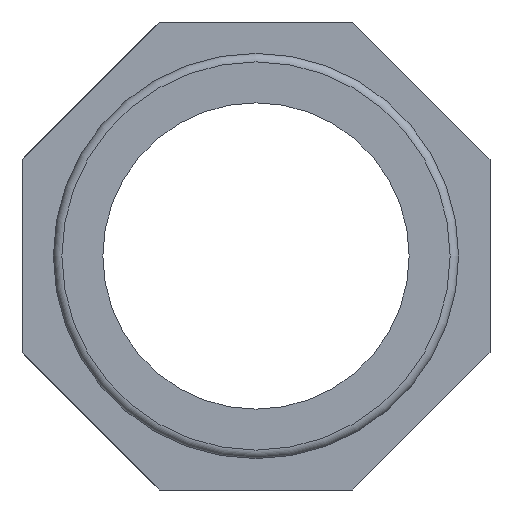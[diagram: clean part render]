
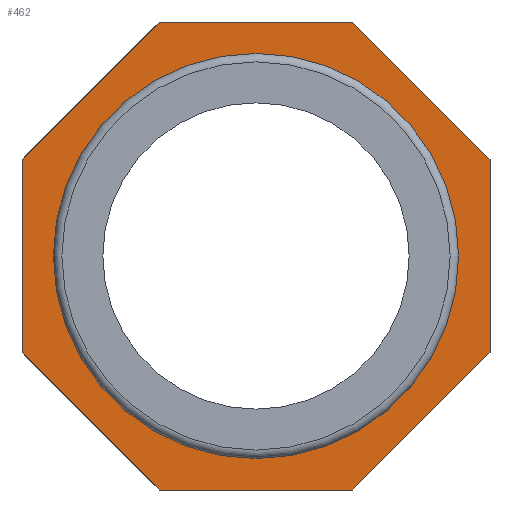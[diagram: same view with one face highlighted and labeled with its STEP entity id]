
A CAD part, front view. The second image highlights one B-rep face of the part: STEP entity #462.
In plain terms, the highlighted planar face has unit normal (0, -1, 0).
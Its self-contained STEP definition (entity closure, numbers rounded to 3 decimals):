
#462 = ADVANCED_FACE( '', ( #1090, #1091 ), #1092, .T. );
#1090 = FACE_BOUND( '', #1910, .T. );
#1091 = FACE_OUTER_BOUND( '', #1911, .T. );
#1092 = PLANE( '', #1912 );
#1910 = EDGE_LOOP( '', ( #3400 ) );
#1911 = EDGE_LOOP( '', ( #3401, #3402, #3403, #3404, #3405, #3406, #3407, #3408 ) );
#1912 = AXIS2_PLACEMENT_3D( '', #3409, #3410, #3411 );
#3400 = ORIENTED_EDGE( '', *, *, #5440, .F. );
#3401 = ORIENTED_EDGE( '', *, *, #5441, .F. );
#3402 = ORIENTED_EDGE( '', *, *, #5442, .F. );
#3403 = ORIENTED_EDGE( '', *, *, #5021, .F. );
#3404 = ORIENTED_EDGE( '', *, *, #5378, .F. );
#3405 = ORIENTED_EDGE( '', *, *, #5443, .F. );
#3406 = ORIENTED_EDGE( '', *, *, #5444, .F. );
#3407 = ORIENTED_EDGE( '', *, *, #5445, .F. );
#3408 = ORIENTED_EDGE( '', *, *, #5422, .F. );
#3409 = CARTESIAN_POINT( '', ( -27.5, -17., -27.5 ) );
#3410 = DIRECTION( '', ( 0., -1., 0. ) );
#3411 = DIRECTION( '', ( 0., 0., -1. ) );
#5021 = EDGE_CURVE( '', #5945, #5947, #5948, .T. );
#5378 = EDGE_CURVE( '', #6542, #5945, #6544, .T. );
#5422 = EDGE_CURVE( '', #6612, #6614, #6615, .T. );
#5440 = EDGE_CURVE( '', #6641, #6641, #6642, .T. );
#5441 = EDGE_CURVE( '', #6643, #6612, #6644, .T. );
#5442 = EDGE_CURVE( '', #5947, #6643, #6645, .T. );
#5443 = EDGE_CURVE( '', #6646, #6542, #6647, .T. );
#5444 = EDGE_CURVE( '', #6648, #6646, #6649, .T. );
#5445 = EDGE_CURVE( '', #6614, #6648, #6650, .T. );
#5945 = VERTEX_POINT( '', #7308 );
#5947 = VERTEX_POINT( '', #7311 );
#5948 = LINE( '', #7312, #7313 );
#6542 = VERTEX_POINT( '', #8441 );
#6544 = LINE( '', #8444, #8445 );
#6612 = VERTEX_POINT( '', #8573 );
#6614 = VERTEX_POINT( '', #8576 );
#6615 = LINE( '', #8577, #8578 );
#6641 = VERTEX_POINT( '', #8633 );
#6642 = CIRCLE( '', #8634, 23.81 );
#6643 = VERTEX_POINT( '', #8635 );
#6644 = LINE( '', #8636, #8637 );
#6645 = LINE( '', #8638, #8639 );
#6646 = VERTEX_POINT( '', #8640 );
#6647 = LINE( '', #8641, #8642 );
#6648 = VERTEX_POINT( '', #8643 );
#6649 = LINE( '', #8644, #8645 );
#6650 = LINE( '', #8646, #8647 );
#7308 = CARTESIAN_POINT( '', ( 11.391, -17., -27.5 ) );
#7311 = CARTESIAN_POINT( '', ( -11.391, -17., -27.5 ) );
#7312 = CARTESIAN_POINT( '', ( 11.391, -17., -27.5 ) );
#7313 = VECTOR( '', #9606, 1000. );
#8441 = CARTESIAN_POINT( '', ( 27.5, -17., -11.391 ) );
#8444 = CARTESIAN_POINT( '', ( 27.5, -17., -11.391 ) );
#8445 = VECTOR( '', #9872, 1000. );
#8573 = CARTESIAN_POINT( '', ( -27.5, -17., 11.391 ) );
#8576 = CARTESIAN_POINT( '', ( -11.391, -17., 27.5 ) );
#8577 = CARTESIAN_POINT( '', ( -27.5, -17., 11.391 ) );
#8578 = VECTOR( '', #9907, 1000. );
#8633 = CARTESIAN_POINT( '', ( 0., -17., -23.81 ) );
#8634 = AXIS2_PLACEMENT_3D( '', #9922, #9923, #9924 );
#8635 = CARTESIAN_POINT( '', ( -27.5, -17., -11.391 ) );
#8636 = CARTESIAN_POINT( '', ( -27.5, -17., -11.391 ) );
#8637 = VECTOR( '', #9925, 1000. );
#8638 = CARTESIAN_POINT( '', ( -11.391, -17., -27.5 ) );
#8639 = VECTOR( '', #9926, 1000. );
#8640 = CARTESIAN_POINT( '', ( 27.5, -17., 11.391 ) );
#8641 = CARTESIAN_POINT( '', ( 27.5, -17., 11.391 ) );
#8642 = VECTOR( '', #9927, 1000. );
#8643 = CARTESIAN_POINT( '', ( 11.391, -17., 27.5 ) );
#8644 = CARTESIAN_POINT( '', ( 11.391, -17., 27.5 ) );
#8645 = VECTOR( '', #9928, 1000. );
#8646 = CARTESIAN_POINT( '', ( -11.391, -17., 27.5 ) );
#8647 = VECTOR( '', #9929, 1000. );
#9606 = DIRECTION( '', ( -1., 0., 0. ) );
#9872 = DIRECTION( '', ( -0.707, 0., -0.707 ) );
#9907 = DIRECTION( '', ( 0.707, 0., 0.707 ) );
#9922 = CARTESIAN_POINT( '', ( 0., -17., 0. ) );
#9923 = DIRECTION( '', ( 0., -1., 0. ) );
#9924 = DIRECTION( '', ( 0., 0., -1. ) );
#9925 = DIRECTION( '', ( 0., 0., 1. ) );
#9926 = DIRECTION( '', ( -0.707, 0., 0.707 ) );
#9927 = DIRECTION( '', ( 0., 0., -1. ) );
#9928 = DIRECTION( '', ( 0.707, 0., -0.707 ) );
#9929 = DIRECTION( '', ( 1., 0., 0. ) );
